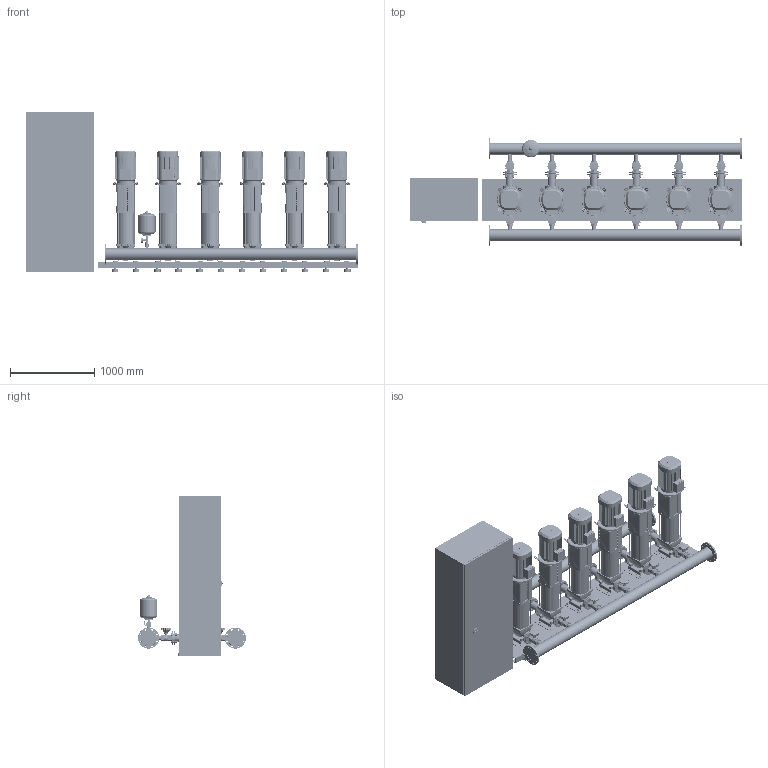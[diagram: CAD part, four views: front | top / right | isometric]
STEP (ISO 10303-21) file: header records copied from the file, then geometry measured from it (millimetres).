
FILE_DESCRIPTION((''),'2;1');
FILE_NAME('3d_CO-6HELIXV2207_K_CC-01-2530545.stp','2016-01-25T08:01:28',(''),(''),'Mechanical Desktop 2009','Mechanical Desktop 2009',', , ');
FILE_SCHEMA(('CONFIG_CONTROL_DESIGN'));
Length unit declared in the file: millimetre
Products named in the file (1): Product
Bounding box: 3930 x 1275 x 1900 mm (x, y, z)
Volume: 1207312784.3 mm3; surface area: 33362956.8 mm2
Topology: 311 solids, 311 shells, 11606 faces, 29591 edges, 19268 vertices
Faces by surface type: plane 4656, cylinder 3118, bspline 2878, cone 568, torus 372, sphere 14
Entity records: 389684 total; most frequent: CARTESIAN_POINT 108939, ORIENTED_EDGE 59178, DIRECTION 55411, EDGE_CURVE 29589, VERTEX_POINT 19266, AXIS2_PLACEMENT_3D 18589, VECTOR 18233, LINE 18233
